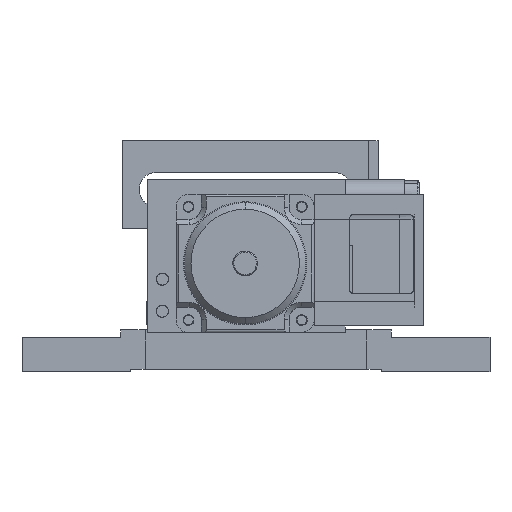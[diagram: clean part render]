
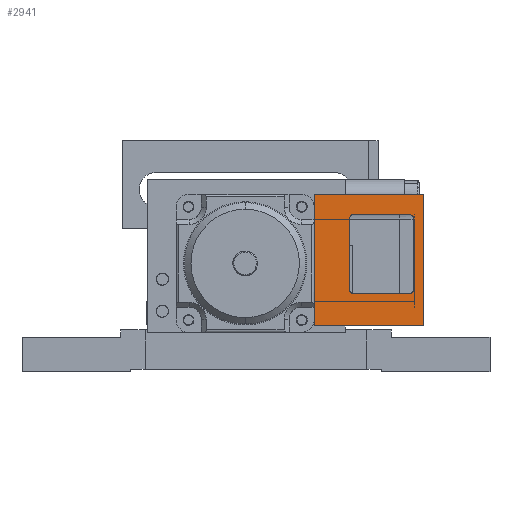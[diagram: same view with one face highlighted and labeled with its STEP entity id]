
A CAD part, left-side view. The second image highlights one B-rep face of the part: STEP entity #2941.
In plain terms, the highlighted planar face has unit normal (-1, 0, 0).
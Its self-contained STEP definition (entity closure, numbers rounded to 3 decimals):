
#57=FACE_BOUND('',#7442,.T.);
#1186=PLANE('',#40571);
#2941=ADVANCED_FACE('',(#5170,#57),#1186,.T.);
#5170=FACE_OUTER_BOUND('',#7441,.T.);
#7441=EDGE_LOOP('',(#15161,#15162,#15163,#15164));
#7442=EDGE_LOOP('',(#15165,#15166,#15167,#15168,#15169,#15170,#15171,#15172));
#15161=ORIENTED_EDGE('',*,*,#24873,.T.);
#15162=ORIENTED_EDGE('',*,*,#25052,.F.);
#15163=ORIENTED_EDGE('',*,*,#25032,.F.);
#15164=ORIENTED_EDGE('',*,*,#25031,.F.);
#15165=ORIENTED_EDGE('',*,*,#25003,.T.);
#15166=ORIENTED_EDGE('',*,*,#25006,.T.);
#15167=ORIENTED_EDGE('',*,*,#25010,.T.);
#15168=ORIENTED_EDGE('',*,*,#25047,.T.);
#15169=ORIENTED_EDGE('',*,*,#25044,.T.);
#15170=ORIENTED_EDGE('',*,*,#25041,.T.);
#15171=ORIENTED_EDGE('',*,*,#25049,.T.);
#15172=ORIENTED_EDGE('',*,*,#25000,.T.);
#24873=EDGE_CURVE('',#36786,#36785,#30398,.T.);
#25000=EDGE_CURVE('',#36879,#36878,#33441,.T.);
#25003=EDGE_CURVE('',#36878,#36880,#30477,.T.);
#25006=EDGE_CURVE('',#36880,#36882,#33443,.T.);
#25010=EDGE_CURVE('',#36882,#36884,#30482,.T.);
#25031=EDGE_CURVE('',#36786,#36897,#30501,.T.);
#25032=EDGE_CURVE('',#36897,#36899,#30502,.T.);
#25041=EDGE_CURVE('',#36905,#36904,#33449,.T.);
#25044=EDGE_CURVE('',#36907,#36905,#30510,.T.);
#25047=EDGE_CURVE('',#36884,#36907,#33451,.T.);
#25049=EDGE_CURVE('',#36904,#36879,#30513,.T.);
#25052=EDGE_CURVE('',#36899,#36785,#30516,.T.);
#30398=B_SPLINE_CURVE_WITH_KNOTS('',1,(#66296,#66297),.UNSPECIFIED.,.F.,
 .F.,(2,2),(-26.7,0.),.UNSPECIFIED.);
#30477=B_SPLINE_CURVE_WITH_KNOTS('',1,(#66645,#66646),.UNSPECIFIED.,.F.,
 .F.,(2,2),(-11.1,0.),.UNSPECIFIED.);
#30482=B_SPLINE_CURVE_WITH_KNOTS('',1,(#66681,#66682),.UNSPECIFIED.,.F.,
 .F.,(2,2),(-14.1,0.),.UNSPECIFIED.);
#30501=B_SPLINE_CURVE_WITH_KNOTS('',1,(#66725,#66726),.UNSPECIFIED.,.F.,
 .F.,(2,2),(0.,22.3),.UNSPECIFIED.);
#30502=B_SPLINE_CURVE_WITH_KNOTS('',1,(#66727,#66728),.UNSPECIFIED.,.F.,
 .F.,(2,2),(0.,26.7),.UNSPECIFIED.);
#30510=B_SPLINE_CURVE_WITH_KNOTS('',1,(#66755,#66756),.UNSPECIFIED.,.F.,
 .F.,(2,2),(-11.1,0.),.UNSPECIFIED.);
#30513=B_SPLINE_CURVE_WITH_KNOTS('',1,(#66767,#66768),.UNSPECIFIED.,.F.,
 .F.,(2,2),(-14.1,0.),.UNSPECIFIED.);
#30516=B_SPLINE_CURVE_WITH_KNOTS('',1,(#66773,#66774),.UNSPECIFIED.,.F.,
 .F.,(2,2),(0.,22.3),.UNSPECIFIED.);
#33441=(
BOUNDED_CURVE()
B_SPLINE_CURVE(2,(#66638,#66639,#66640),.UNSPECIFIED.,.F.,.F.)
B_SPLINE_CURVE_WITH_KNOTS((3,3),(-1.571,0.),.UNSPECIFIED.)
CURVE()
GEOMETRIC_REPRESENTATION_ITEM()
RATIONAL_B_SPLINE_CURVE((1.,0.707,1.))
REPRESENTATION_ITEM('')
);
#33443=(
BOUNDED_CURVE()
B_SPLINE_CURVE(2,(#66652,#66653,#66654),.UNSPECIFIED.,.F.,.F.)
B_SPLINE_CURVE_WITH_KNOTS((3,3),(-1.571,0.),.UNSPECIFIED.)
CURVE()
GEOMETRIC_REPRESENTATION_ITEM()
RATIONAL_B_SPLINE_CURVE((1.,0.707,1.))
REPRESENTATION_ITEM('')
);
#33449=(
BOUNDED_CURVE()
B_SPLINE_CURVE(2,(#66748,#66749,#66750),.UNSPECIFIED.,.F.,.F.)
B_SPLINE_CURVE_WITH_KNOTS((3,3),(-1.571,0.),.UNSPECIFIED.)
CURVE()
GEOMETRIC_REPRESENTATION_ITEM()
RATIONAL_B_SPLINE_CURVE((1.,0.707,1.))
REPRESENTATION_ITEM('')
);
#33451=(
BOUNDED_CURVE()
B_SPLINE_CURVE(2,(#66762,#66763,#66764),.UNSPECIFIED.,.F.,.F.)
B_SPLINE_CURVE_WITH_KNOTS((3,3),(-1.571,0.),.UNSPECIFIED.)
CURVE()
GEOMETRIC_REPRESENTATION_ITEM()
RATIONAL_B_SPLINE_CURVE((1.,0.707,1.))
REPRESENTATION_ITEM('')
);
#36785=VERTEX_POINT('',#55070);
#36786=VERTEX_POINT('',#55071);
#36878=VERTEX_POINT('',#55163);
#36879=VERTEX_POINT('',#55164);
#36880=VERTEX_POINT('',#55165);
#36882=VERTEX_POINT('',#55167);
#36884=VERTEX_POINT('',#55169);
#36897=VERTEX_POINT('',#55182);
#36899=VERTEX_POINT('',#55184);
#36904=VERTEX_POINT('',#55189);
#36905=VERTEX_POINT('',#55190);
#36907=VERTEX_POINT('',#55192);
#40571=AXIS2_PLACEMENT_3D('',#47607,#42613,$);
#42613=DIRECTION('',(-1.,0.,0.));
#47607=CARTESIAN_POINT('',(-148.15,-9.45,38.79));
#55070=CARTESIAN_POINT('',(-148.15,-11.8,9.3));
#55071=CARTESIAN_POINT('',(-148.15,-11.8,36.));
#55163=CARTESIAN_POINT('',(-148.15,-19.946,31.954));
#55164=CARTESIAN_POINT('',(-148.15,-18.946,30.954));
#55165=CARTESIAN_POINT('',(-148.15,-31.046,31.954));
#55167=CARTESIAN_POINT('',(-148.15,-32.046,30.954));
#55169=CARTESIAN_POINT('',(-148.15,-32.046,16.854));
#55182=CARTESIAN_POINT('',(-148.15,-34.1,36.));
#55184=CARTESIAN_POINT('',(-148.15,-34.1,9.3));
#55189=CARTESIAN_POINT('',(-148.15,-18.946,16.854));
#55190=CARTESIAN_POINT('',(-148.15,-19.946,15.854));
#55192=CARTESIAN_POINT('',(-148.15,-31.046,15.854));
#66296=CARTESIAN_POINT('',(-148.15,-11.8,36.));
#66297=CARTESIAN_POINT('',(-148.15,-11.8,9.3));
#66638=CARTESIAN_POINT('',(-148.15,-18.946,30.954));
#66639=CARTESIAN_POINT('',(-148.15,-18.946,31.954));
#66640=CARTESIAN_POINT('',(-148.15,-19.946,31.954));
#66645=CARTESIAN_POINT('',(-148.15,-19.946,31.954));
#66646=CARTESIAN_POINT('',(-148.15,-31.046,31.954));
#66652=CARTESIAN_POINT('',(-148.15,-31.046,31.954));
#66653=CARTESIAN_POINT('',(-148.15,-32.046,31.954));
#66654=CARTESIAN_POINT('',(-148.15,-32.046,30.954));
#66681=CARTESIAN_POINT('',(-148.15,-32.046,30.954));
#66682=CARTESIAN_POINT('',(-148.15,-32.046,16.854));
#66725=CARTESIAN_POINT('',(-148.15,-11.8,36.));
#66726=CARTESIAN_POINT('',(-148.15,-34.1,36.));
#66727=CARTESIAN_POINT('',(-148.15,-34.1,36.));
#66728=CARTESIAN_POINT('',(-148.15,-34.1,9.3));
#66748=CARTESIAN_POINT('',(-148.15,-19.946,15.854));
#66749=CARTESIAN_POINT('',(-148.15,-18.946,15.854));
#66750=CARTESIAN_POINT('',(-148.15,-18.946,16.854));
#66755=CARTESIAN_POINT('',(-148.15,-31.046,15.854));
#66756=CARTESIAN_POINT('',(-148.15,-19.946,15.854));
#66762=CARTESIAN_POINT('',(-148.15,-32.046,16.854));
#66763=CARTESIAN_POINT('',(-148.15,-32.046,15.854));
#66764=CARTESIAN_POINT('',(-148.15,-31.046,15.854));
#66767=CARTESIAN_POINT('',(-148.15,-18.946,16.854));
#66768=CARTESIAN_POINT('',(-148.15,-18.946,30.954));
#66773=CARTESIAN_POINT('',(-148.15,-34.1,9.3));
#66774=CARTESIAN_POINT('',(-148.15,-11.8,9.3));
